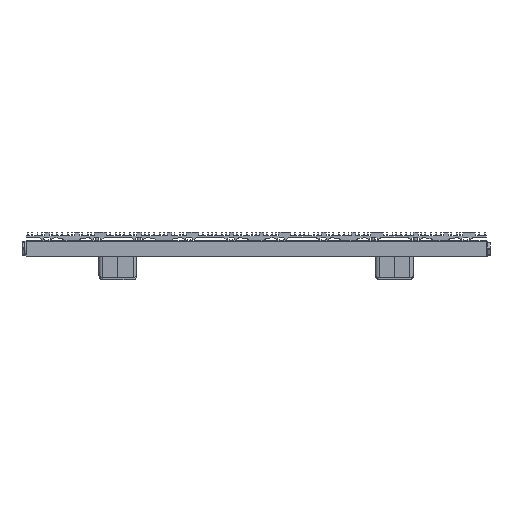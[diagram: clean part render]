
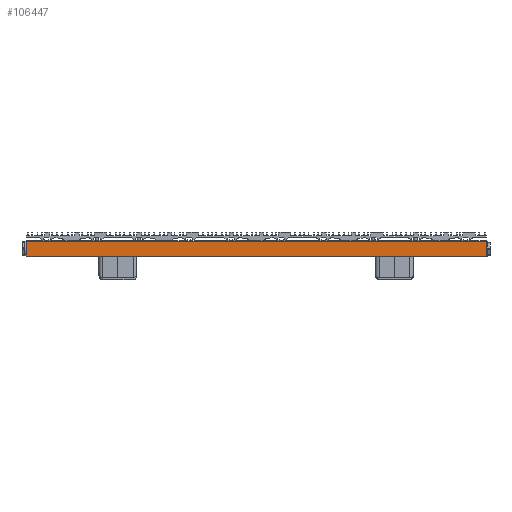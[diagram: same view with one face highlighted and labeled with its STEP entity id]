
A CAD part, front view. The second image highlights one B-rep face of the part: STEP entity #106447.
In plain terms, the highlighted planar face has unit normal (0, -1, 0).
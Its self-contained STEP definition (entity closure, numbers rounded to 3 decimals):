
#46847=DIRECTION('',(0.,0.,-1.));
#46848=VECTOR('',#46847,24.);
#46849=CARTESIAN_POINT('',(0.,-626.,-1.));
#46850=LINE('',#46849,#46848);
#46854=DIRECTION('',(-1.,0.,0.));
#46855=VECTOR('',#46854,754.);
#46856=CARTESIAN_POINT('',(0.,-626.,-25.));
#46857=LINE('',#46856,#46855);
#46861=DIRECTION('',(-1.,0.,0.));
#46862=VECTOR('',#46861,754.);
#46863=CARTESIAN_POINT('',(0.,-626.,-1.));
#46864=LINE('',#46863,#46862);
#46884=DIRECTION('',(0.,0.,-1.));
#46885=VECTOR('',#46884,24.);
#46886=CARTESIAN_POINT('',(-754.,-626.,-1.));
#46887=LINE('',#46886,#46885);
#57765=CARTESIAN_POINT('',(-754.,-626.,-1.));
#57767=VERTEX_POINT('',#57765);
#57774=CARTESIAN_POINT('',(-754.,-626.,-25.));
#57776=VERTEX_POINT('',#57774);
#57793=CARTESIAN_POINT('',(0.,-626.,-1.));
#57794=CARTESIAN_POINT('',(0.,-626.,-25.));
#57795=VERTEX_POINT('',#57793);
#57796=VERTEX_POINT('',#57794);
#106434=CARTESIAN_POINT('',(5246.,-626.,0.));
#106435=DIRECTION('',(0.,-1.,0.));
#106436=DIRECTION('',(0.,0.,-1.));
#106437=AXIS2_PLACEMENT_3D('',#106434,#106435,#106436);
#106438=PLANE('',#106437);
#106439=ORIENTED_EDGE('',*,*,#66942,.T.);
#106441=ORIENTED_EDGE('',*,*,#106440,.T.);
#106443=ORIENTED_EDGE('',*,*,#106442,.F.);
#106444=ORIENTED_EDGE('',*,*,#71382,.F.);
#106445=EDGE_LOOP('',(#106439,#106441,#106443,#106444));
#106446=FACE_OUTER_BOUND('',#106445,.F.);
#66942=EDGE_CURVE('',#57795,#57796,#46850,.T.);
#71382=EDGE_CURVE('',#57795,#57767,#46864,.T.);
#106440=EDGE_CURVE('',#57796,#57776,#46857,.T.);
#106442=EDGE_CURVE('',#57767,#57776,#46887,.T.);
#106447=ADVANCED_FACE('',(#106446),#106438,.T.);
